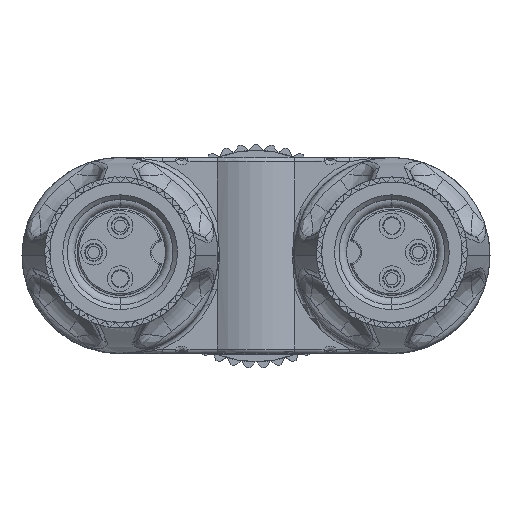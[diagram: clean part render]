
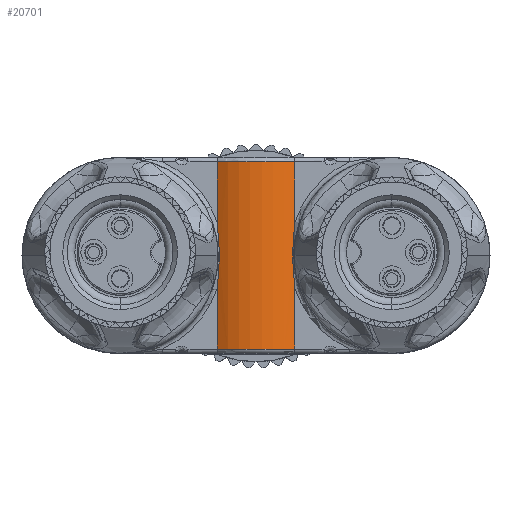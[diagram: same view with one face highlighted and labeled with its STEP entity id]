
A CAD part, top view. The second image highlights one B-rep face of the part: STEP entity #20701.
In plain terms, the highlighted cylindrical face has radius 4.75 mm (diameter 9.5 mm), a partial arc.
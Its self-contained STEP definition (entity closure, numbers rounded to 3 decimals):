
#3834=CARTESIAN_POINT('',(0.,6.2,9.3));
#3835=DIRECTION('',(0.,-1.,0.));
#3836=DIRECTION('',(0.539,0.,0.842));
#3837=AXIS2_PLACEMENT_3D('',#3834,#3835,#3836);
#3839=DIRECTION('',(0.,1.,0.));
#3840=VECTOR('',#3839,4.012);
#3841=CARTESIAN_POINT('',(-2.562,-6.2,
13.3));
#3842=LINE('',#3841,#3840);
#3843=CARTESIAN_POINT('',(-2.562,-2.188,13.3));
#3844=CARTESIAN_POINT('',(-2.562,-2.102,13.3));
#3845=CARTESIAN_POINT('',(-2.551,-1.919,
13.307));
#3846=CARTESIAN_POINT('',(-2.521,-1.615,
13.326));
#3847=CARTESIAN_POINT('',(-2.485,-1.279,
13.348));
#3848=CARTESIAN_POINT('',(-2.451,-0.907,
13.369));
#3849=CARTESIAN_POINT('',(-2.424,-0.498,
13.385));
#3850=CARTESIAN_POINT('',(-2.411,-0.036,
13.393));
#3851=CARTESIAN_POINT('',(-2.421,0.46,
13.387));
#3852=CARTESIAN_POINT('',(-2.45,0.896,
13.37));
#3853=CARTESIAN_POINT('',(-2.485,1.276,13.348));
#3854=CARTESIAN_POINT('',(-2.521,1.615,13.326));
#3855=CARTESIAN_POINT('',(-2.551,1.919,13.307));
#3856=CARTESIAN_POINT('',(-2.562,2.102,13.3));
#3857=CARTESIAN_POINT('',(-2.562,2.188,13.3));
#3859=DIRECTION('',(0.,1.,0.));
#3860=VECTOR('',#3859,4.012);
#3861=CARTESIAN_POINT('',(-2.562,2.188,13.3));
#3862=LINE('',#3861,#3860);
#3863=DIRECTION('',(0.,-1.,0.));
#3864=VECTOR('',#3863,4.012);
#3865=CARTESIAN_POINT('',(2.562,6.2,13.3));
#3866=LINE('',#3865,#3864);
#3867=CARTESIAN_POINT('',(2.562,2.188,13.3));
#3868=CARTESIAN_POINT('',(2.562,2.102,13.3));
#3869=CARTESIAN_POINT('',(2.551,1.919,13.307));
#3870=CARTESIAN_POINT('',(2.521,1.615,13.326));
#3871=CARTESIAN_POINT('',(2.485,1.279,13.348));
#3872=CARTESIAN_POINT('',(2.451,0.907,13.369));
#3873=CARTESIAN_POINT('',(2.424,0.498,13.385));
#3874=CARTESIAN_POINT('',(2.411,0.036,13.393));
#3875=CARTESIAN_POINT('',(2.421,-0.46,
13.387));
#3876=CARTESIAN_POINT('',(2.45,-0.896,
13.37));
#3877=CARTESIAN_POINT('',(2.485,-1.276,13.348));
#3878=CARTESIAN_POINT('',(2.521,-1.615,13.326));
#3879=CARTESIAN_POINT('',(2.551,-1.919,13.307));
#3880=CARTESIAN_POINT('',(2.562,-2.102,13.3));
#3881=CARTESIAN_POINT('',(2.562,-2.188,13.3));
#3883=DIRECTION('',(0.,-1.,0.));
#3884=VECTOR('',#3883,4.012);
#3885=CARTESIAN_POINT('',(2.562,-2.188,13.3));
#3886=LINE('',#3885,#3884);
#4109=CARTESIAN_POINT('',(0.,-6.2,9.3));
#4110=DIRECTION('',(0.,1.,0.));
#4111=DIRECTION('',(-0.539,0.,0.842));
#4112=AXIS2_PLACEMENT_3D('',#4109,#4110,#4111);
#11163=CARTESIAN_POINT('',(-2.562,2.188,13.3));
#11164=VERTEX_POINT('',#11163);
#11165=VERTEX_POINT('',#3843);
#11296=CARTESIAN_POINT('',(-2.562,-6.2,
13.3));
#11297=VERTEX_POINT('',#11296);
#11298=CARTESIAN_POINT('',(2.562,-6.2,
13.3));
#11299=VERTEX_POINT('',#11298);
#11300=CARTESIAN_POINT('',(2.562,-2.188,13.3));
#11301=VERTEX_POINT('',#11300);
#11308=CARTESIAN_POINT('',(2.562,2.188,13.3));
#11309=VERTEX_POINT('',#11308);
#11310=CARTESIAN_POINT('',(2.562,6.2,13.3));
#11311=VERTEX_POINT('',#11310);
#11314=CARTESIAN_POINT('',(-2.562,6.2,
13.3));
#11315=VERTEX_POINT('',#11314);
#20684=CARTESIAN_POINT('',(0.,6.5,9.3));
#20685=DIRECTION('',(0.,1.,0.));
#20686=DIRECTION('',(1.,0.,0.));
#20687=AXIS2_PLACEMENT_3D('',#20684,#20685,#20686);
#20688=CYLINDRICAL_SURFACE('',#20687,4.75);
#20689=ORIENTED_EDGE('',*,*,#18889,.T.);
#20690=ORIENTED_EDGE('',*,*,#19090,.T.);
#20691=ORIENTED_EDGE('',*,*,#20199,.T.);
#20692=ORIENTED_EDGE('',*,*,#20668,.F.);
#20693=ORIENTED_EDGE('',*,*,#18527,.T.);
#20694=ORIENTED_EDGE('',*,*,#18640,.T.);
#20696=ORIENTED_EDGE('',*,*,#20695,.T.);
#20698=ORIENTED_EDGE('',*,*,#20697,.F.);
#20699=EDGE_LOOP('',(#20689,#20690,#20691,#20692,#20693,#20694,#20696,#20698));
#20700=FACE_OUTER_BOUND('',#20699,.F.);
#20701=ADVANCED_FACE('',(#20700),#20688,.T.);
#3838=CIRCLE('',#3837,4.75);
#3858=B_SPLINE_CURVE_WITH_KNOTS('',3,(#3843,#3844,#3845,#3846,#3847,#3848,#3849,
#3850,#3851,#3852,#3853,#3854,#3855,#3856,#3857),.UNSPECIFIED.,.F.,.F.,(4,1,1,1,
1,1,1,1,1,1,1,1,4),(0.,0.083,0.167,0.25,
0.333,0.417,0.5,0.583,0.667,
0.75,0.833,0.917,1.),.UNSPECIFIED.);
#3882=B_SPLINE_CURVE_WITH_KNOTS('',3,(#3867,#3868,#3869,#3870,#3871,#3872,#3873,
#3874,#3875,#3876,#3877,#3878,#3879,#3880,#3881),.UNSPECIFIED.,.F.,.F.,(4,1,1,1,
1,1,1,1,1,1,1,1,4),(0.,0.083,0.167,0.25,
0.333,0.417,0.5,0.583,0.667,
0.75,0.833,0.917,1.),.UNSPECIFIED.);
#4113=CIRCLE('',#4112,4.75);
#18527=EDGE_CURVE('',#11311,#11309,#3866,.T.);
#18640=EDGE_CURVE('',#11309,#11301,#3882,.T.);
#18889=EDGE_CURVE('',#11297,#11165,#3842,.T.);
#19090=EDGE_CURVE('',#11165,#11164,#3858,.T.);
#20199=EDGE_CURVE('',#11164,#11315,#3862,.T.);
#20668=EDGE_CURVE('',#11311,#11315,#3838,.T.);
#20695=EDGE_CURVE('',#11301,#11299,#3886,.T.);
#20697=EDGE_CURVE('',#11297,#11299,#4113,.T.);
